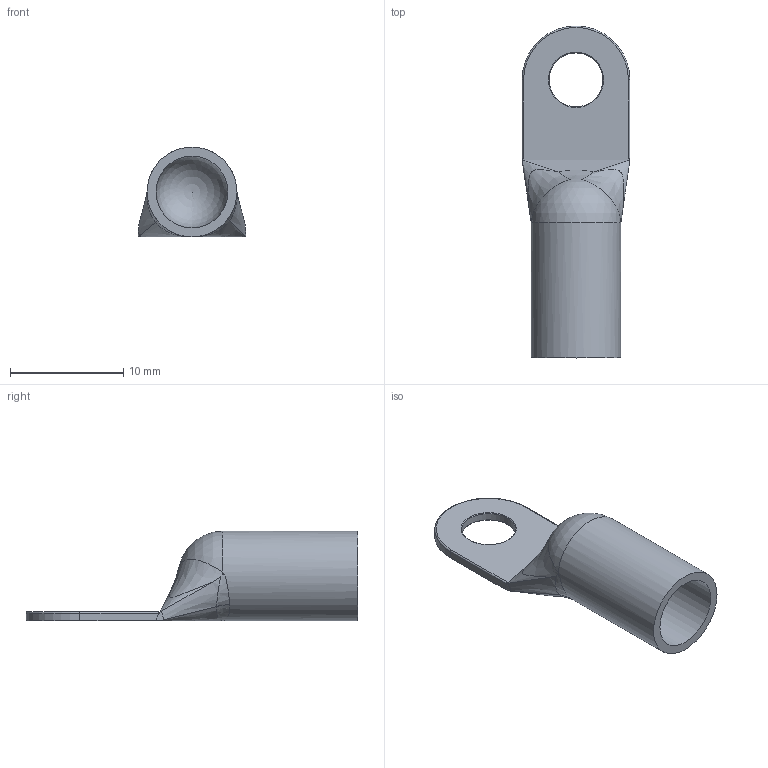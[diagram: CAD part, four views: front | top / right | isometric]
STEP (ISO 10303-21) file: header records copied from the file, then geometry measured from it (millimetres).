
FILE_DESCRIPTION(/* description */ (''),/* implementation_level */ '2;1');
FILE_NAME(/* name */ '2 guage copper terminal.stp',/* time_stamp */ '2013-07-28T21:19:25-04:00',/* author */ ('Saville'),/* organization */ (''),/* preprocessor_version */ 'ST-DEVELOPER v15.2',/* originating_system */ 'Autodesk Inventor 2014',/* authorisation */ '');
FILE_SCHEMA (('AUTOMOTIVE_DESIGN { 1 0 10303 214 3 1 1 }'));
Length unit declared in the file: inch
Products named in the file (1): Part28
Bounding box: 9.53 x 29.37 x 7.94 mm (x, y, z)
Surface area: 966.6 mm2 (no closed solid volume)
Topology: 0 solids, 3 shells, 34 faces, 98 edges, 63 vertices
Faces by surface type: bspline 17, plane 6, cylinder 6, cone 2, sphere 2, torus 1
Full cylindrical faces by diameter (mm): 4.762 x1, 6.35 x1, 7.938 x1
Entity records: 1579 total; most frequent: CARTESIAN_POINT 846, ORIENTED_EDGE 160, DIRECTION 91, EDGE_CURVE 80, VERTEX_POINT 54, B_SPLINE_CURVE_WITH_KNOTS 43, EDGE_LOOP 42, AXIS2_PLACEMENT_3D 37
